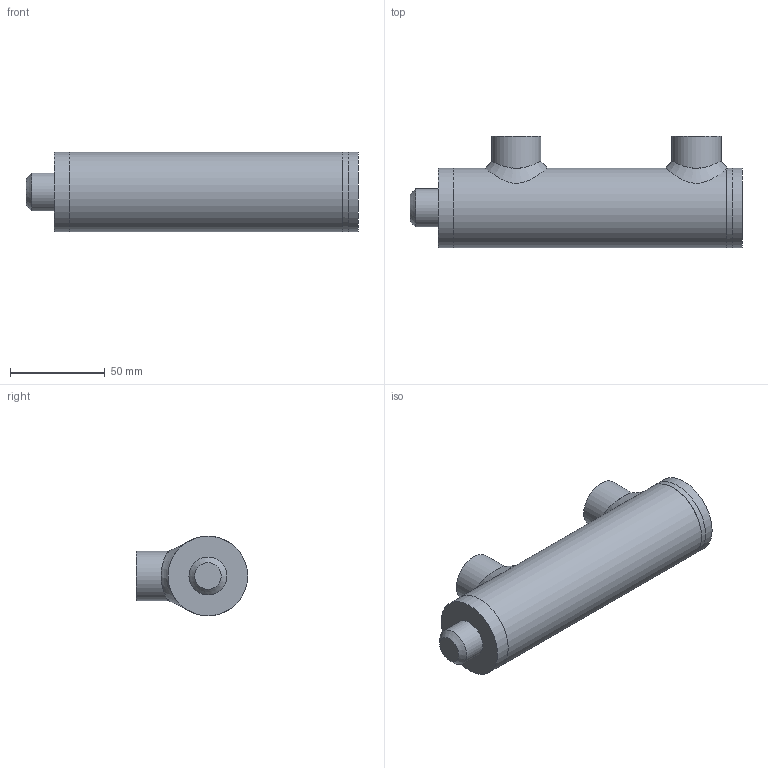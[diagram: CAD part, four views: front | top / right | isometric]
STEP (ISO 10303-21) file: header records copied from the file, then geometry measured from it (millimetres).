
FILE_DESCRIPTION(/* description */ (''),/* implementation_level */ '2;1');
FILE_NAME(/* name */ 'CY0320200080A00A00-2.stp',/* time_stamp */ '2022-07-15T10:08:28+02:00',/* author */ ('msn'),/* organization */ (''),/* preprocessor_version */ 'ST-DEVELOPER v19.2',/* originating_system */ 'Autodesk Inventor 2023',/* authorisation */ '');
FILE_SCHEMA (('AUTOMOTIVE_DESIGN { 1 0 10303 214 3 1 1 }'));
Length unit declared in the file: millimetre
Products named in the file (8): Assembly6; STD Cylinder; STD Cylinder_1; endplug; indskruning; Rør; STOK; bøsning
Assembly tree (8 placements, depth 3):
  Assembly6
    STD Cylinder
      STD Cylinder_1
      bøsning  x2
      endplug
      indskruning
      Rør
      STOK
Bounding box: 175 x 58.78 x 42 mm (x, y, z)
Volume: 168640.1 mm3; surface area: 62767.3 mm2
Topology: 8 solids, 8 shells, 35 faces, 76 edges, 52 vertices
Faces by surface type: cylinder 17, plane 13, cone 3, bspline 2
Full cylindrical faces by diameter (mm): 6 x2, 14.95 x2, 20 x2, 26 x4, 32 x1, 42 x4
Entity records: 2071 total; most frequent: CARTESIAN_POINT 1081, DIRECTION 158, ORIENTED_EDGE 140, EDGE_CURVE 70, AXIS2_PLACEMENT_3D 69, VERTEX_POINT 48, EDGE_LOOP 42, FACE_OUTER_BOUND 31
